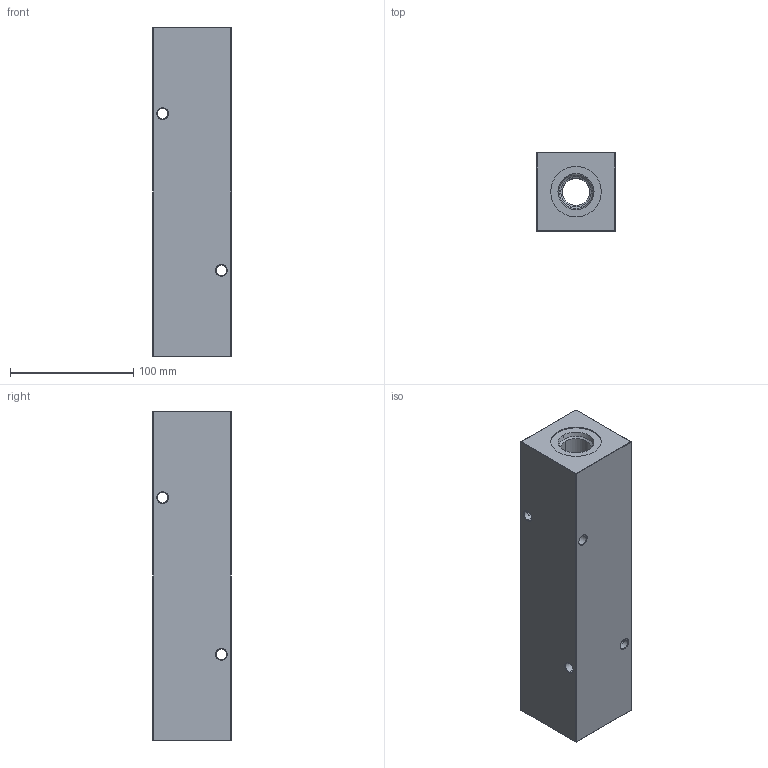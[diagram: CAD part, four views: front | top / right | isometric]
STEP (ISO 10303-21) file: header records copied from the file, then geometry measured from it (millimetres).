
FILE_DESCRIPTION (( 'STEP AP203' ), '1' );
FILE_NAME ('HM-4-90-S-12-6.STEP', '2020-11-09T22:44:18', ( '' ), ( '' ), 'SwSTEP 2.0', 'SolidWorks 2019', '' );
FILE_SCHEMA (( 'CONFIG_CONTROL_DESIGN' ));
Length unit declared in the file: inch
Products named in the file (1): HM-4-90-S-12-6
Bounding box: 63.5 x 63.5 x 266.7 mm (x, y, z)
Volume: 926068.2 mm3; surface area: 104682.6 mm2
Topology: 1 solids, 1 shells, 596 faces, 1516 edges, 970 vertices
Faces by surface type: plane 254, bspline 192, cone 76, cylinder 74
Entity records: 27677 total; most frequent: CARTESIAN_POINT 14455, ORIENTED_EDGE 3032, DIRECTION 2084, EDGE_CURVE 1516, VERTEX_POINT 970, LINE 910, VECTOR 910, EDGE_LOOP 674
